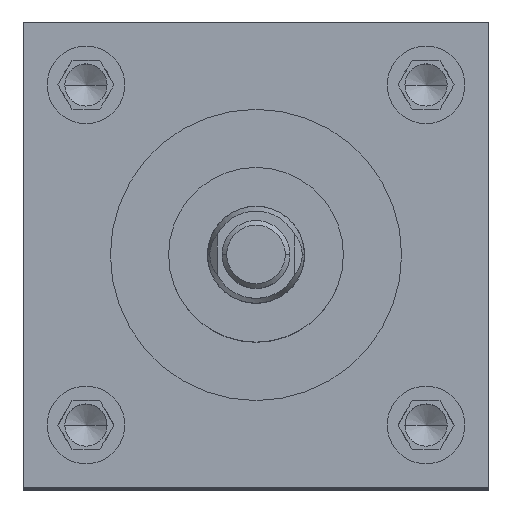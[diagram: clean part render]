
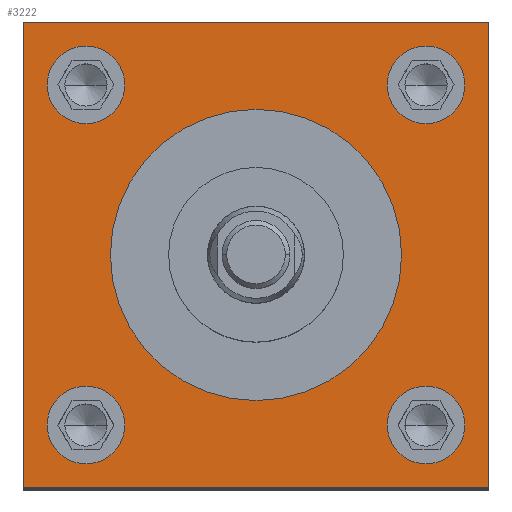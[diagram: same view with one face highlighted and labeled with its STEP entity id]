
A CAD part, top view. The second image highlights one B-rep face of the part: STEP entity #3222.
In plain terms, the highlighted planar face has unit normal (0, 0, 1).
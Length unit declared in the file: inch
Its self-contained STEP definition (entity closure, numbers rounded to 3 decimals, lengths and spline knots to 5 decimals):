
#33 = CARTESIAN_POINT ( 'NONE',  ( 1.095, -1.095, 7.75 ) ) ;
#41 = ORIENTED_EDGE ( 'NONE', *, *, #5586, .F. ) ;
#48 = FACE_BOUND ( 'NONE', #860, .T. ) ;
#102 = ORIENTED_EDGE ( 'NONE', *, *, #4952, .T. ) ;
#142 = VERTEX_POINT ( 'NONE', #6218 ) ;
#196 = EDGE_CURVE ( 'NONE', #6764, #921, #5575, .T. ) ;
#253 = CIRCLE ( 'NONE', #5431, 0.25 ) ;
#262 = CIRCLE ( 'NONE', #2975, 0.25 ) ;
#344 = CARTESIAN_POINT ( 'NONE',  ( -0.845, -1.095, 7.75 ) ) ;
#438 = CARTESIAN_POINT ( 'NONE',  ( 0.845, 1.095, 7.75 ) ) ;
#560 = AXIS2_PLACEMENT_3D ( 'NONE', #3310, #1693, #2650 ) ;
#566 = ORIENTED_EDGE ( 'NONE', *, *, #2069, .T. ) ;
#754 = AXIS2_PLACEMENT_3D ( 'NONE', #5768, #6907, #1957 ) ;
#776 = EDGE_CURVE ( 'NONE', #3365, #3296, #4439, .T. ) ;
#792 = VERTEX_POINT ( 'NONE', #3585 ) ;
#860 = EDGE_LOOP ( 'NONE', ( #1283, #2987 ) ) ;
#921 = VERTEX_POINT ( 'NONE', #3066 ) ;
#928 = CIRCLE ( 'NONE', #4623, 0.25 ) ;
#939 = CARTESIAN_POINT ( 'NONE',  ( 0.9375, 0., 7.75 ) ) ;
#942 = CARTESIAN_POINT ( 'NONE',  ( 0., 0., 7.75 ) ) ;
#1038 = CIRCLE ( 'NONE', #2753, 0.25 ) ;
#1067 = VERTEX_POINT ( 'NONE', #3316 ) ;
#1117 = CARTESIAN_POINT ( 'NONE',  ( 1.345, -1.095, 7.75 ) ) ;
#1126 = ORIENTED_EDGE ( 'NONE', *, *, #5206, .F. ) ;
#1194 = CARTESIAN_POINT ( 'NONE',  ( 1.095, 1.095, 7.75 ) ) ;
#1259 = CARTESIAN_POINT ( 'NONE',  ( -1.5, -1.5, 7.75 ) ) ;
#1283 = ORIENTED_EDGE ( 'NONE', *, *, #3478, .F. ) ;
#1423 = CARTESIAN_POINT ( 'NONE',  ( -1.5, -1.5, 7.75 ) ) ;
#1512 = DIRECTION ( 'NONE',  ( 1., 0., 0. ) ) ;
#1559 = DIRECTION ( 'NONE',  ( 0., 0., 1. ) ) ;
#1570 = VERTEX_POINT ( 'NONE', #1259 ) ;
#1652 = CIRCLE ( 'NONE', #754, 0.25 ) ;
#1657 = FACE_BOUND ( 'NONE', #2242, .T. ) ;
#1671 = DIRECTION ( 'NONE',  ( 1., 0., 0. ) ) ;
#1674 = ORIENTED_EDGE ( 'NONE', *, *, #196, .F. ) ;
#1693 = DIRECTION ( 'NONE',  ( 0., 0., -1. ) ) ;
#1705 = CARTESIAN_POINT ( 'NONE',  ( -1.345, -1.095, 7.75 ) ) ;
#1706 = VERTEX_POINT ( 'NONE', #2538 ) ;
#1865 = VERTEX_POINT ( 'NONE', #438 ) ;
#1875 = DIRECTION ( 'NONE',  ( 1., 0., 0. ) ) ;
#1893 = AXIS2_PLACEMENT_3D ( 'NONE', #33, #2218, #2929 ) ;
#1957 = DIRECTION ( 'NONE',  ( 1., 0., 0. ) ) ;
#1995 = VECTOR ( 'NONE', #2898, 39.37008 ) ;
#2002 = ORIENTED_EDGE ( 'NONE', *, *, #4062, .T. ) ;
#2022 = DIRECTION ( 'NONE',  ( -1., 0., 0. ) ) ;
#2047 = EDGE_LOOP ( 'NONE', ( #1674, #6089 ) ) ;
#2069 = EDGE_CURVE ( 'NONE', #1706, #1067, #5669, .T. ) ;
#2081 = FACE_BOUND ( 'NONE', #2047, .T. ) ;
#2108 = EDGE_CURVE ( 'NONE', #142, #5179, #1652, .T. ) ;
#2158 = VECTOR ( 'NONE', #2022, 39.37008 ) ;
#2179 = VERTEX_POINT ( 'NONE', #6367 ) ;
#2192 = EDGE_CURVE ( 'NONE', #792, #1570, #4681, .T. ) ;
#2207 = AXIS2_PLACEMENT_3D ( 'NONE', #942, #2690, #1512 ) ;
#2218 = DIRECTION ( 'NONE',  ( 0., 0., 1. ) ) ;
#2242 = EDGE_LOOP ( 'NONE', ( #6615, #1126 ) ) ;
#2365 = EDGE_LOOP ( 'NONE', ( #41, #5249 ) ) ;
#2402 = AXIS2_PLACEMENT_3D ( 'NONE', #3782, #6064, #3304 ) ;
#2538 = CARTESIAN_POINT ( 'NONE',  ( 1.5, -1.5, 7.75 ) ) ;
#2630 = CIRCLE ( 'NONE', #2746, 0.25 ) ;
#2650 = DIRECTION ( 'NONE',  ( -1., 0., 0. ) ) ;
#2690 = DIRECTION ( 'NONE',  ( 0., 0., 1. ) ) ;
#2746 = AXIS2_PLACEMENT_3D ( 'NONE', #3041, #1559, #5260 ) ;
#2753 = AXIS2_PLACEMENT_3D ( 'NONE', #4918, #6105, #7079 ) ;
#2848 = CIRCLE ( 'NONE', #2402, 0.25 ) ;
#2898 = DIRECTION ( 'NONE',  ( 0., 1., 0. ) ) ;
#2929 = DIRECTION ( 'NONE',  ( 1., 0., 0. ) ) ;
#2975 = AXIS2_PLACEMENT_3D ( 'NONE', #4725, #6441, #4115 ) ;
#2987 = ORIENTED_EDGE ( 'NONE', *, *, #776, .F. ) ;
#3032 = CARTESIAN_POINT ( 'NONE',  ( -1.5, -1.5, 7.75 ) ) ;
#3041 = CARTESIAN_POINT ( 'NONE',  ( -1.095, -1.095, 7.75 ) ) ;
#3066 = CARTESIAN_POINT ( 'NONE',  ( -0.9375, 0., 7.75 ) ) ;
#3200 = PLANE ( 'NONE',  #560 ) ;
#3222 = ADVANCED_FACE ( 'NONE', ( #48, #1657, #5574, #5989, #2081, #6485 ), #3200, .F. ) ;
#3296 = VERTEX_POINT ( 'NONE', #1117 ) ;
#3304 = DIRECTION ( 'NONE',  ( 1., 0., 0. ) ) ;
#3310 = CARTESIAN_POINT ( 'NONE',  ( -1.5, 1.5, 7.75 ) ) ;
#3316 = CARTESIAN_POINT ( 'NONE',  ( 1.5, 1.5, 7.75 ) ) ;
#3365 = VERTEX_POINT ( 'NONE', #6666 ) ;
#3478 = EDGE_CURVE ( 'NONE', #3296, #3365, #253, .T. ) ;
#3570 = CIRCLE ( 'NONE', #5660, 0.9375 ) ;
#3585 = CARTESIAN_POINT ( 'NONE',  ( -1.5, 1.5, 7.75 ) ) ;
#3614 = EDGE_CURVE ( 'NONE', #5013, #4762, #262, .T. ) ;
#3782 = CARTESIAN_POINT ( 'NONE',  ( -1.095, 1.095, 7.75 ) ) ;
#3876 = EDGE_LOOP ( 'NONE', ( #4001, #4316 ) ) ;
#4001 = ORIENTED_EDGE ( 'NONE', *, *, #3614, .F. ) ;
#4062 = EDGE_CURVE ( 'NONE', #1067, #792, #6974, .T. ) ;
#4115 = DIRECTION ( 'NONE',  ( 1., 0., 0. ) ) ;
#4162 = DIRECTION ( 'NONE',  ( 1., 0., 0. ) ) ;
#4316 = ORIENTED_EDGE ( 'NONE', *, *, #6395, .F. ) ;
#4439 = CIRCLE ( 'NONE', #1893, 0.25 ) ;
#4453 = CARTESIAN_POINT ( 'NONE',  ( 0., 0., 7.75 ) ) ;
#4584 = CARTESIAN_POINT ( 'NONE',  ( 1.5, -1.5, 7.75 ) ) ;
#4623 = AXIS2_PLACEMENT_3D ( 'NONE', #1194, #6283, #6139 ) ;
#4627 = DIRECTION ( 'NONE',  ( 0., 0., 1. ) ) ;
#4681 = LINE ( 'NONE', #1423, #6486 ) ;
#4725 = CARTESIAN_POINT ( 'NONE',  ( -1.095, -1.095, 7.75 ) ) ;
#4741 = EDGE_CURVE ( 'NONE', #921, #6764, #3570, .T. ) ;
#4753 = ORIENTED_EDGE ( 'NONE', *, *, #2192, .T. ) ;
#4762 = VERTEX_POINT ( 'NONE', #1705 ) ;
#4918 = CARTESIAN_POINT ( 'NONE',  ( 1.095, 1.095, 7.75 ) ) ;
#4952 = EDGE_CURVE ( 'NONE', #1570, #1706, #5928, .T. ) ;
#5013 = VERTEX_POINT ( 'NONE', #344 ) ;
#5110 = EDGE_CURVE ( 'NONE', #2179, #1865, #1038, .T. ) ;
#5179 = VERTEX_POINT ( 'NONE', #5687 ) ;
#5196 = VECTOR ( 'NONE', #4162, 39.37008 ) ;
#5206 = EDGE_CURVE ( 'NONE', #1865, #2179, #928, .T. ) ;
#5249 = ORIENTED_EDGE ( 'NONE', *, *, #2108, .F. ) ;
#5260 = DIRECTION ( 'NONE',  ( 1., 0., 0. ) ) ;
#5431 = AXIS2_PLACEMENT_3D ( 'NONE', #6170, #4627, #1875 ) ;
#5574 = FACE_BOUND ( 'NONE', #3876, .T. ) ;
#5575 = CIRCLE ( 'NONE', #2207, 0.9375 ) ;
#5586 = EDGE_CURVE ( 'NONE', #5179, #142, #2848, .T. ) ;
#5660 = AXIS2_PLACEMENT_3D ( 'NONE', #4453, #6611, #1671 ) ;
#5669 = LINE ( 'NONE', #4584, #1995 ) ;
#5670 = EDGE_LOOP ( 'NONE', ( #4753, #102, #566, #2002 ) ) ;
#5687 = CARTESIAN_POINT ( 'NONE',  ( -0.845, 1.095, 7.75 ) ) ;
#5768 = CARTESIAN_POINT ( 'NONE',  ( -1.095, 1.095, 7.75 ) ) ;
#5928 = LINE ( 'NONE', #3032, #5196 ) ;
#5966 = CARTESIAN_POINT ( 'NONE',  ( -1.5, 1.5, 7.75 ) ) ;
#5989 = FACE_BOUND ( 'NONE', #2365, .T. ) ;
#6064 = DIRECTION ( 'NONE',  ( 0., 0., 1. ) ) ;
#6089 = ORIENTED_EDGE ( 'NONE', *, *, #4741, .F. ) ;
#6105 = DIRECTION ( 'NONE',  ( 0., 0., 1. ) ) ;
#6139 = DIRECTION ( 'NONE',  ( 1., 0., 0. ) ) ;
#6170 = CARTESIAN_POINT ( 'NONE',  ( 1.095, -1.095, 7.75 ) ) ;
#6218 = CARTESIAN_POINT ( 'NONE',  ( -1.345, 1.095, 7.75 ) ) ;
#6283 = DIRECTION ( 'NONE',  ( 0., 0., 1. ) ) ;
#6367 = CARTESIAN_POINT ( 'NONE',  ( 1.345, 1.095, 7.75 ) ) ;
#6395 = EDGE_CURVE ( 'NONE', #4762, #5013, #2630, .T. ) ;
#6441 = DIRECTION ( 'NONE',  ( 0., 0., 1. ) ) ;
#6485 = FACE_OUTER_BOUND ( 'NONE', #5670, .T. ) ;
#6486 = VECTOR ( 'NONE', #6875, 39.37008 ) ;
#6611 = DIRECTION ( 'NONE',  ( 0., 0., 1. ) ) ;
#6615 = ORIENTED_EDGE ( 'NONE', *, *, #5110, .F. ) ;
#6666 = CARTESIAN_POINT ( 'NONE',  ( 0.845, -1.095, 7.75 ) ) ;
#6764 = VERTEX_POINT ( 'NONE', #939 ) ;
#6875 = DIRECTION ( 'NONE',  ( 0., -1., 0. ) ) ;
#6907 = DIRECTION ( 'NONE',  ( 0., 0., 1. ) ) ;
#6974 = LINE ( 'NONE', #5966, #2158 ) ;
#7079 = DIRECTION ( 'NONE',  ( 1., 0., 0. ) ) ;
